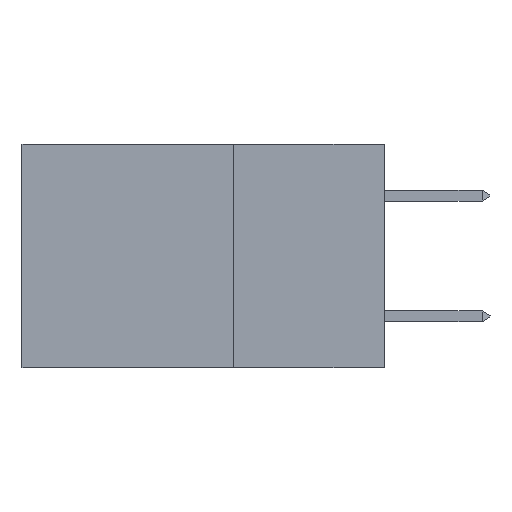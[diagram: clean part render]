
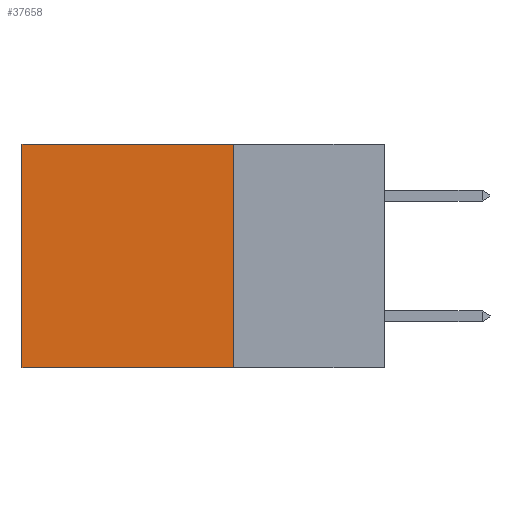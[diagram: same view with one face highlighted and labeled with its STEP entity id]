
A CAD part, left-side view. The second image highlights one B-rep face of the part: STEP entity #37658.
In plain terms, the highlighted planar face has unit normal (-1, 0, 0).
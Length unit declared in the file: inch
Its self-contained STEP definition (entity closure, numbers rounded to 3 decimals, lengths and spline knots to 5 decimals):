
#679 = DIRECTION ( 'NONE',  ( 0., 1., 0. ) ) ;
#1881 = CARTESIAN_POINT ( 'NONE',  ( 0.2875, 0.25, -0.37 ) ) ;
#2016 = VERTEX_POINT ( 'NONE', #32792 ) ;
#2399 = ORIENTED_EDGE ( 'NONE', *, *, #4670, .T. ) ;
#2659 = VERTEX_POINT ( 'NONE', #3407 ) ;
#3407 = CARTESIAN_POINT ( 'NONE',  ( 0.2875, 0.6, 0. ) ) ;
#4568 = DIRECTION ( 'NONE',  ( 0., 1., 0. ) ) ;
#4670 = EDGE_CURVE ( 'NONE', #2659, #2016, #11491, .T. ) ;
#6918 = EDGE_CURVE ( 'NONE', #9744, #18534, #37133, .T. ) ;
#7962 = EDGE_CURVE ( 'NONE', #9744, #2659, #32505, .T. ) ;
#8160 = EDGE_LOOP ( 'NONE', ( #2399, #15801, #18317, #14251 ) ) ;
#8442 = VECTOR ( 'NONE', #679, 39.37008 ) ;
#9744 = VERTEX_POINT ( 'NONE', #16514 ) ;
#10871 = VECTOR ( 'NONE', #30164, 39.37008 ) ;
#11009 = CARTESIAN_POINT ( 'NONE',  ( 0.2875, 0.25, 0. ) ) ;
#11491 = LINE ( 'NONE', #32167, #36634 ) ;
#14251 = ORIENTED_EDGE ( 'NONE', *, *, #7962, .T. ) ;
#14483 = FACE_OUTER_BOUND ( 'NONE', #8160, .T. ) ;
#15801 = ORIENTED_EDGE ( 'NONE', *, *, #29208, .F. ) ;
#16514 = CARTESIAN_POINT ( 'NONE',  ( 0.2875, 0.25, 0. ) ) ;
#17742 = DIRECTION ( 'NONE',  ( 1., 0., 0. ) ) ;
#18317 = ORIENTED_EDGE ( 'NONE', *, *, #6918, .F. ) ;
#18534 = VERTEX_POINT ( 'NONE', #1881 ) ;
#25774 = CARTESIAN_POINT ( 'NONE',  ( 0.2875, 0.25, 0. ) ) ;
#29208 = EDGE_CURVE ( 'NONE', #18534, #2016, #29656, .T. ) ;
#29264 = CARTESIAN_POINT ( 'NONE',  ( 0.2875, 0.25, 0. ) ) ;
#29656 = LINE ( 'NONE', #43583, #37325 ) ;
#30164 = DIRECTION ( 'NONE',  ( 0., 0., -1. ) ) ;
#32167 = CARTESIAN_POINT ( 'NONE',  ( 0.2875, 0.6, 0. ) ) ;
#32505 = LINE ( 'NONE', #29264, #8442 ) ;
#32792 = CARTESIAN_POINT ( 'NONE',  ( 0.2875, 0.6, -0.37 ) ) ;
#35405 = DIRECTION ( 'NONE',  ( 0., 0., -1. ) ) ;
#36634 = VECTOR ( 'NONE', #35405, 39.37008 ) ;
#37133 = LINE ( 'NONE', #25774, #10871 ) ;
#37325 = VECTOR ( 'NONE', #4568, 39.37008 ) ;
#37658 = ADVANCED_FACE ( 'NONE', ( #14483 ), #42811, .F. ) ;
#39348 = DIRECTION ( 'NONE',  ( 0., 0., -1. ) ) ;
#42811 = PLANE ( 'NONE',  #44327 ) ;
#43583 = CARTESIAN_POINT ( 'NONE',  ( 0.2875, 0.25, -0.37 ) ) ;
#44327 = AXIS2_PLACEMENT_3D ( 'NONE', #11009, #17742, #39348 ) ;
